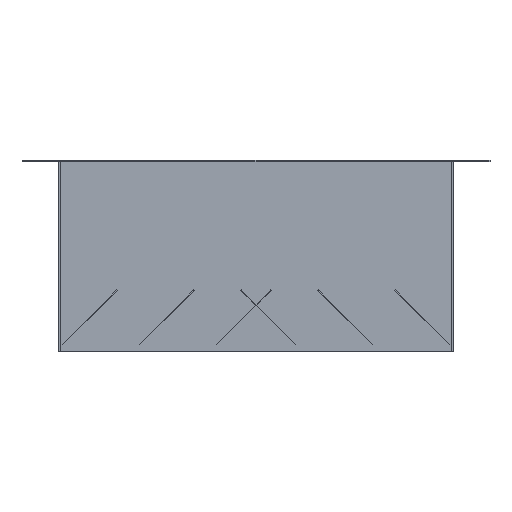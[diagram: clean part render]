
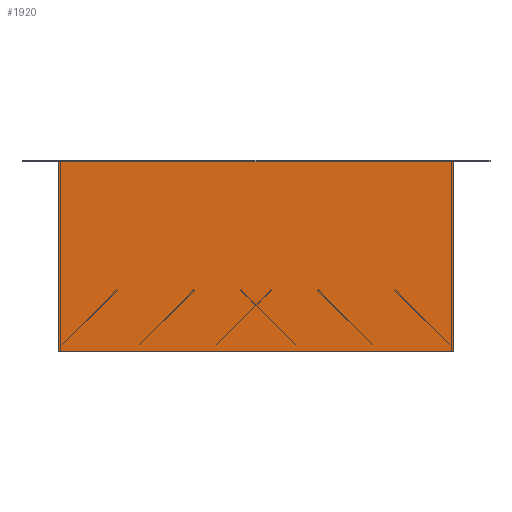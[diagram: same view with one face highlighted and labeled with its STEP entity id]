
A CAD part, front view. The second image highlights one B-rep face of the part: STEP entity #1920.
In plain terms, the highlighted planar face has unit normal (0, -1, 0).
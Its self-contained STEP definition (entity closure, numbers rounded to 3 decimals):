
#34 = LINE ( 'NONE', #1014, #989 ) ;
#44 = LINE ( 'NONE', #288, #1606 ) ;
#86 = VECTOR ( 'NONE', #1324, 1000. ) ;
#99 = ORIENTED_EDGE ( 'NONE', *, *, #473, .F. ) ;
#146 = VERTEX_POINT ( 'NONE', #534 ) ;
#158 = DIRECTION ( 'NONE',  ( 0., -1., 0. ) ) ;
#183 = CARTESIAN_POINT ( 'NONE',  ( 0., -257., -2. ) ) ;
#282 = CARTESIAN_POINT ( 'NONE',  ( -257., -257., -250. ) ) ;
#288 = CARTESIAN_POINT ( 'NONE',  ( -257., -257., -250. ) ) ;
#314 = CARTESIAN_POINT ( 'NONE',  ( 257., -257., -250. ) ) ;
#473 = EDGE_CURVE ( 'NONE', #1663, #1054, #44, .T. ) ;
#534 = CARTESIAN_POINT ( 'NONE',  ( 257., -257., -250. ) ) ;
#656 = CARTESIAN_POINT ( 'NONE',  ( 257., -257., -2. ) ) ;
#662 = DIRECTION ( 'NONE',  ( 1., 0., 0. ) ) ;
#691 = ORIENTED_EDGE ( 'NONE', *, *, #1162, .F. ) ;
#811 = CARTESIAN_POINT ( 'NONE',  ( 257., -257., -250. ) ) ;
#962 = DIRECTION ( 'NONE',  ( 0., 0., 1. ) ) ;
#989 = VECTOR ( 'NONE', #662, 1000. ) ;
#1014 = CARTESIAN_POINT ( 'NONE',  ( 257., -257., -250. ) ) ;
#1054 = VERTEX_POINT ( 'NONE', #1961 ) ;
#1082 = VERTEX_POINT ( 'NONE', #656 ) ;
#1162 = EDGE_CURVE ( 'NONE', #1054, #1082, #1216, .T. ) ;
#1216 = LINE ( 'NONE', #183, #86 ) ;
#1274 = ORIENTED_EDGE ( 'NONE', *, *, #1917, .T. ) ;
#1283 = DIRECTION ( 'NONE',  ( 0., 0., 1. ) ) ;
#1287 = VECTOR ( 'NONE', #1283, 1000. ) ;
#1324 = DIRECTION ( 'NONE',  ( 1., 0., 0. ) ) ;
#1380 = FACE_OUTER_BOUND ( 'NONE', #1737, .T. ) ;
#1397 = ORIENTED_EDGE ( 'NONE', *, *, #1620, .T. ) ;
#1606 = VECTOR ( 'NONE', #962, 1000. ) ;
#1620 = EDGE_CURVE ( 'NONE', #146, #1082, #1935, .T. ) ;
#1663 = VERTEX_POINT ( 'NONE', #282 ) ;
#1737 = EDGE_LOOP ( 'NONE', ( #691, #99, #1274, #1397 ) ) ;
#1781 = PLANE ( 'NONE',  #2075 ) ;
#1917 = EDGE_CURVE ( 'NONE', #1663, #146, #34, .T. ) ;
#1920 = ADVANCED_FACE ( 'NONE', ( #1380 ), #1781, .T. ) ;
#1935 = LINE ( 'NONE', #811, #1287 ) ;
#1954 = DIRECTION ( 'NONE',  ( 0., 0., -1. ) ) ;
#1961 = CARTESIAN_POINT ( 'NONE',  ( -257., -257., -2. ) ) ;
#2075 = AXIS2_PLACEMENT_3D ( 'NONE', #314, #158, #1954 ) ;
